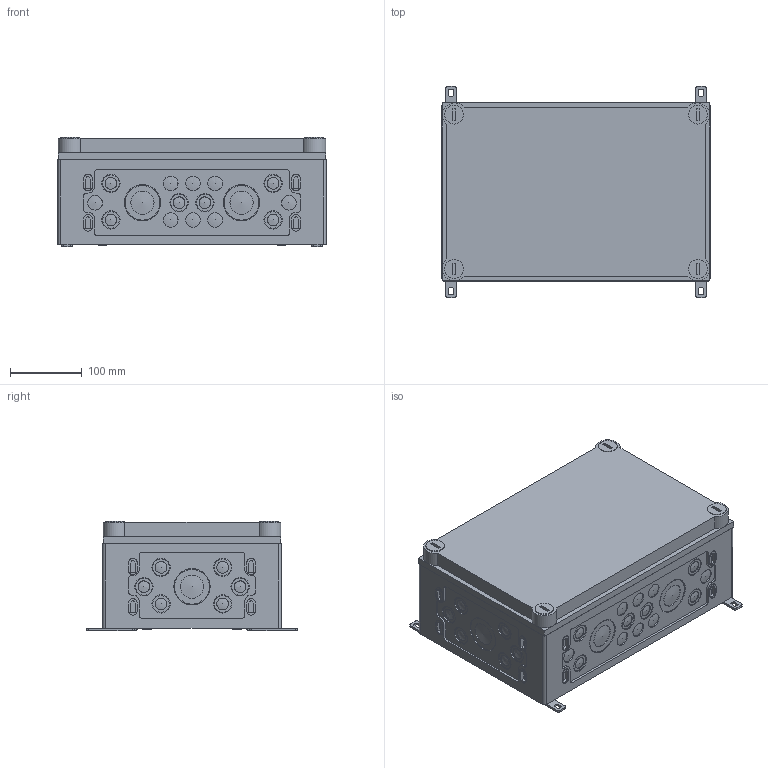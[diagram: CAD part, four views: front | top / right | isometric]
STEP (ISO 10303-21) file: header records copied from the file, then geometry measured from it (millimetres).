
FILE_DESCRIPTION( ( 'STEP AP214' ), '1' );
FILE_NAME( 'ci43e_125_ral7035.stp', '2021-04-09T12:40:59', ( 'License CC BY-ND 4.0' ), ( 'CADENAS' ), ' ', 'PARTsolutions', ' ' );
FILE_SCHEMA( ( 'AUTOMOTIVE_DESIGN { 1 0 10303 214 1 1 1 1 }' ) );
Length unit declared in the file: millimetre
Products named in the file (4): 194611; _0064896_P; _036168_P1; _194620_P
Assembly tree (6 placements, depth 2):
  194611
    _0064896_P
    _036168_P1  x4
    _194620_P
Bounding box: 375 x 294.51 x 152 mm (x, y, z)
Volume: 1630686.2 mm3; surface area: 816664.2 mm2
Topology: 6 solids, 6 shells, 1819 faces, 4654 edges, 3080 vertices
Faces by surface type: plane 1069, cylinder 580, cone 82, sphere 34, torus 34, bspline 20
Full cylindrical faces by diameter (mm): 3.85 x42, 6 x12, 6.8 x4, 8 x4, 9.5 x4, 11.2 x4, 12 x8, 26 x4, 32.3 x6
Entity records: 64564 total; most frequent: CARTESIAN_POINT 9218, DIRECTION 8848, ORIENTED_EDGE 8152, EDGE_CURVE 4076, AXIS2_PLACEMENT_3D 3082, VERTEX_POINT 2876, LINE 2684, VECTOR 2684
